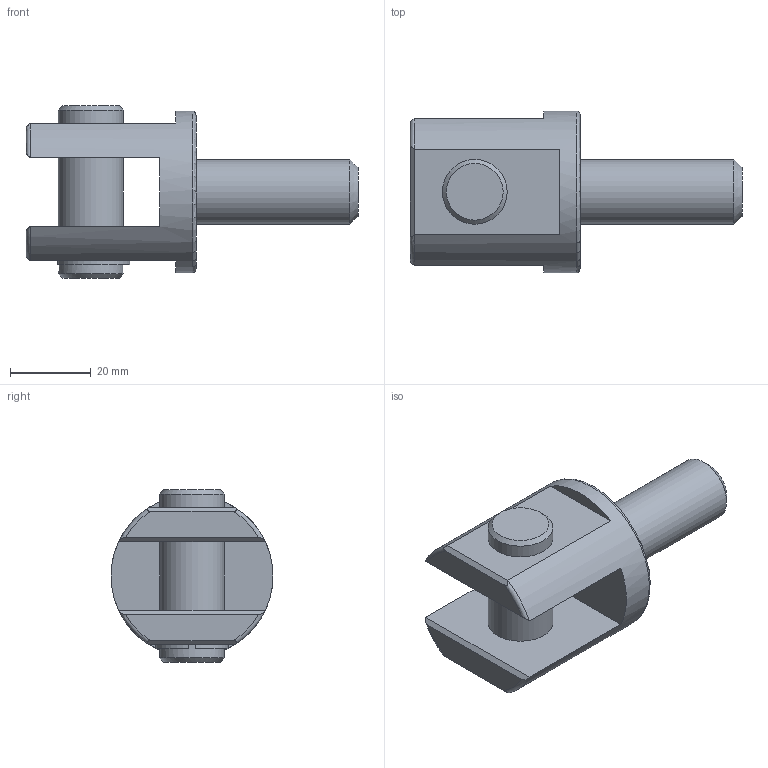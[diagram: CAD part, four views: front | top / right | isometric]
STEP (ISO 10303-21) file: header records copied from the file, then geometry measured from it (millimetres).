
FILE_DESCRIPTION( ( 'Unknown' ), '1' );
FILE_NAME( 'PT28-1640.stp', 'Unknown', ( 'Unknown' ), ( 'Unknown' ), 'XStep 1.0', 'Unknown', ' ' );
FILE_SCHEMA( ( 'CONFIG_CONTROL_DESIGN' ) );
Length unit declared in the file: millimetre
Products named in the file (1): 1
Bounding box: 82 x 40 x 42.5 mm (x, y, z)
Volume: 40852.1 mm3; surface area: 11566.3 mm2
Topology: 1 solids, 1 shells, 34 faces, 77 edges, 48 vertices
Faces by surface type: plane 20, cylinder 6, torus 5, cone 3
Full cylindrical faces by diameter (mm): 16 x4, 40 x1
Entity records: 1000 total; most frequent: CARTESIAN_POINT 243, DIRECTION 154, ORIENTED_EDGE 128, EDGE_CURVE 64, AXIS2_PLACEMENT_3D 63, EDGE_LOOP 48, VERTEX_POINT 44, FACE_OUTER_BOUND 40
